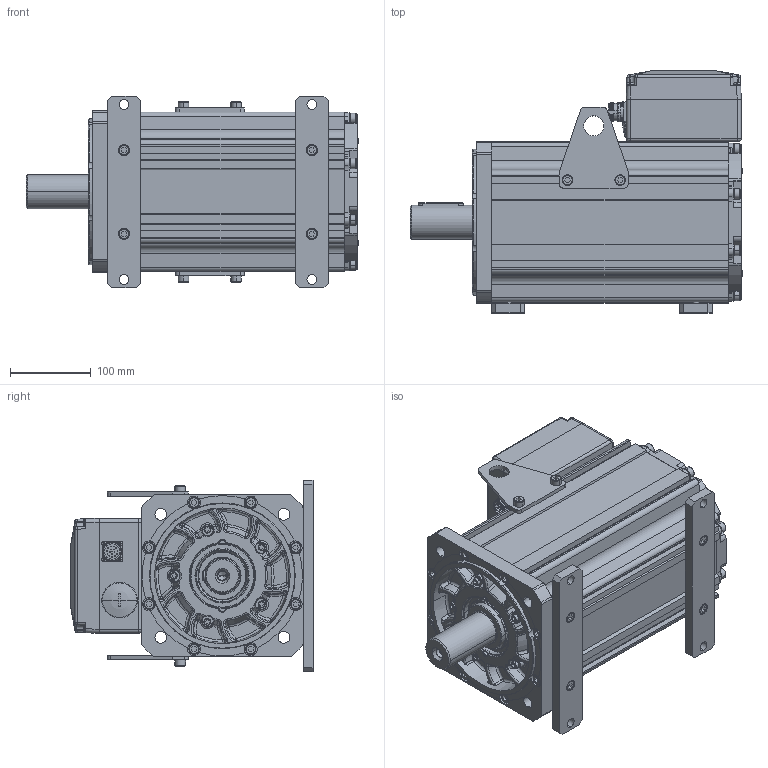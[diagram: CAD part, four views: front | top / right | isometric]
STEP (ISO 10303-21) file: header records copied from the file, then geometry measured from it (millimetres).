
FILE_DESCRIPTION((''),'2;1');
FILE_NAME('67880N-0_SW0001','2016-06-04T',('yanyerong'),(''),'PRO/ENGINEER BY PARAMETRIC TECHNOLOGY CORPORATION, 2010430','PRO/ENGINEER BY PARAMETRIC TECHNOLOGY CORPORATION, 2010430','');
FILE_SCHEMA(('CONFIG_CONTROL_DESIGN'));
Products named in the file (1): 67880N-0_SW0001
Bounding box: 410 x 299 x 236 mm (x, y, z)
Surface area: 1030645.9 mm2 (no closed solid volume)
Topology: 0 solids, 106 shells, 2340 faces, 6554 edges, 4301 vertices
Faces by surface type: plane 820, cylinder 579, bspline 377, torus 264, cone 224, sphere 76
Entity records: 98658 total; most frequent: CARTESIAN_POINT 40476, DIRECTION 12156, ORIENTED_EDGE 11579, EDGE_CURVE 6547, AXIS2_PLACEMENT_3D 4730, VERTEX_POINT 4301, CIRCLE 2767, VECTOR 2696
